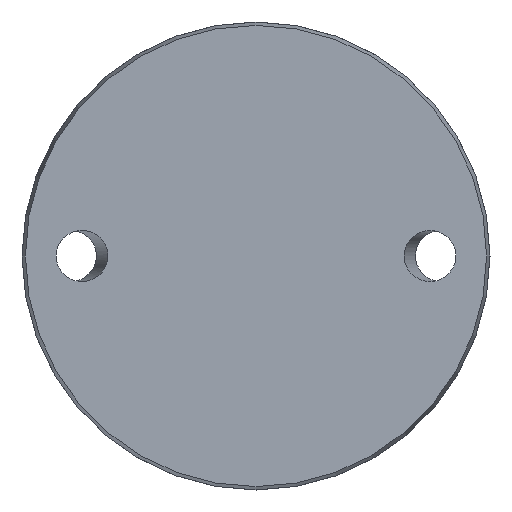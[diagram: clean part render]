
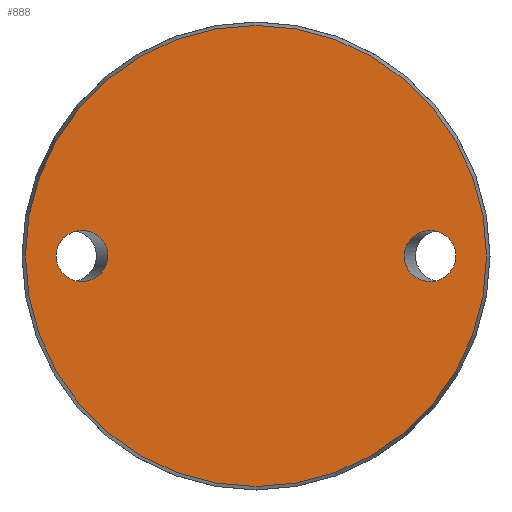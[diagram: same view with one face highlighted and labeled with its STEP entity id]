
A CAD part, front view. The second image highlights one B-rep face of the part: STEP entity #888.
In plain terms, the highlighted planar face has unit normal (0, -1, 0).
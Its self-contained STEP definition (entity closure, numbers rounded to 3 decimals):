
#23 = VERTEX_POINT ( 'NONE', #234 ) ;
#67 = FACE_BOUND ( 'NONE', #416, .T. ) ;
#88 = EDGE_LOOP ( 'NONE', ( #504 ) ) ;
#110 = EDGE_CURVE ( 'NONE', #291, #291, #268, .T. ) ;
#134 = CARTESIAN_POINT ( 'NONE',  ( -33.309, 0., 0. ) ) ;
#203 = CARTESIAN_POINT ( 'NONE',  ( -33.309, 0., 0. ) ) ;
#226 = CARTESIAN_POINT ( 'NONE',  ( 33.309, 0., -8.5 ) ) ;
#234 = CARTESIAN_POINT ( 'NONE',  ( 24.691, 0., 0. ) ) ;
#244 = EDGE_CURVE ( 'NONE', #23, #23, #647, .T. ) ;
#265 = CARTESIAN_POINT ( 'NONE',  ( -33.309, 0., 8.5 ) ) ;
#267 = DIRECTION ( 'NONE',  ( 0., 0., 1. ) ) ;
#268 =( BOUNDED_CURVE ( )  B_SPLINE_CURVE ( 3, ( #203, #265, #502, #794, #872, #944, #134 ),
 .UNSPECIFIED., .T., .T. ) 
 B_SPLINE_CURVE_WITH_KNOTS ( ( 4, 3, 4 ),
 ( 0., 3.142, 6.283 ),
 .UNSPECIFIED. ) 
 CURVE ( )  GEOMETRIC_REPRESENTATION_ITEM ( )  RATIONAL_B_SPLINE_CURVE ( ( 1., 0.333, 0.333, 1., 0.333, 0.333, 1. ) ) 
 REPRESENTATION_ITEM ( '' )  );
#273 = PLANE ( 'NONE',  #797 ) ;
#291 = VERTEX_POINT ( 'NONE', #298 ) ;
#298 = CARTESIAN_POINT ( 'NONE',  ( -33.309, 0., 0. ) ) ;
#300 = CARTESIAN_POINT ( 'NONE',  ( 24.691, 0., 8.5 ) ) ;
#325 = CARTESIAN_POINT ( 'NONE',  ( 0., 0., 0. ) ) ;
#343 = CARTESIAN_POINT ( 'NONE',  ( -38.425, 0., 0. ) ) ;
#416 = EDGE_LOOP ( 'NONE', ( #456 ) ) ;
#456 = ORIENTED_EDGE ( 'NONE', *, *, #110, .T. ) ;
#470 = DIRECTION ( 'NONE',  ( 0., -1., 0. ) ) ;
#471 = ORIENTED_EDGE ( 'NONE', *, *, #520, .T. ) ;
#498 = DIRECTION ( 'NONE',  ( 0., 1., 0. ) ) ;
#502 = CARTESIAN_POINT ( 'NONE',  ( -24.691, 0., 8.5 ) ) ;
#504 = ORIENTED_EDGE ( 'NONE', *, *, #244, .F. ) ;
#513 = CARTESIAN_POINT ( 'NONE',  ( 33.309, 0., 0. ) ) ;
#520 = EDGE_CURVE ( 'NONE', #744, #744, #884, .T. ) ;
#544 = DIRECTION ( 'NONE',  ( 0., 0., -1. ) ) ;
#568 = FACE_BOUND ( 'NONE', #88, .T. ) ;
#606 = CARTESIAN_POINT ( 'NONE',  ( 24.691, 0., 0. ) ) ;
#647 =( BOUNDED_CURVE ( )  B_SPLINE_CURVE ( 3, ( #606, #681, #226, #513, #875, #300, #662 ),
 .UNSPECIFIED., .T., .F. ) 
 B_SPLINE_CURVE_WITH_KNOTS ( ( 4, 3, 4 ),
 ( 0., 3.142, 6.283 ),
 .UNSPECIFIED. ) 
 CURVE ( )  GEOMETRIC_REPRESENTATION_ITEM ( )  RATIONAL_B_SPLINE_CURVE ( ( 1., 0.333, 0.333, 1., 0.333, 0.333, 1. ) ) 
 REPRESENTATION_ITEM ( '' )  );
#662 = CARTESIAN_POINT ( 'NONE',  ( 24.691, 0., 0. ) ) ;
#669 = AXIS2_PLACEMENT_3D ( 'NONE', #325, #470, #544 ) ;
#681 = CARTESIAN_POINT ( 'NONE',  ( 24.691, 0., -8.5 ) ) ;
#744 = VERTEX_POINT ( 'NONE', #748 ) ;
#748 = CARTESIAN_POINT ( 'NONE',  ( 0., 0., -38.425 ) ) ;
#794 = CARTESIAN_POINT ( 'NONE',  ( -24.691, 0., 0. ) ) ;
#797 = AXIS2_PLACEMENT_3D ( 'NONE', #343, #498, #267 ) ;
#800 = EDGE_LOOP ( 'NONE', ( #471 ) ) ;
#872 = CARTESIAN_POINT ( 'NONE',  ( -24.691, 0., -8.5 ) ) ;
#875 = CARTESIAN_POINT ( 'NONE',  ( 33.309, 0., 8.5 ) ) ;
#884 = CIRCLE ( 'NONE', #669, 38.425 ) ;
#888 = ADVANCED_FACE ( 'NONE', ( #67, #568, #934 ), #273, .F. ) ;
#934 = FACE_OUTER_BOUND ( 'NONE', #800, .T. ) ;
#944 = CARTESIAN_POINT ( 'NONE',  ( -33.309, 0., -8.5 ) ) ;
